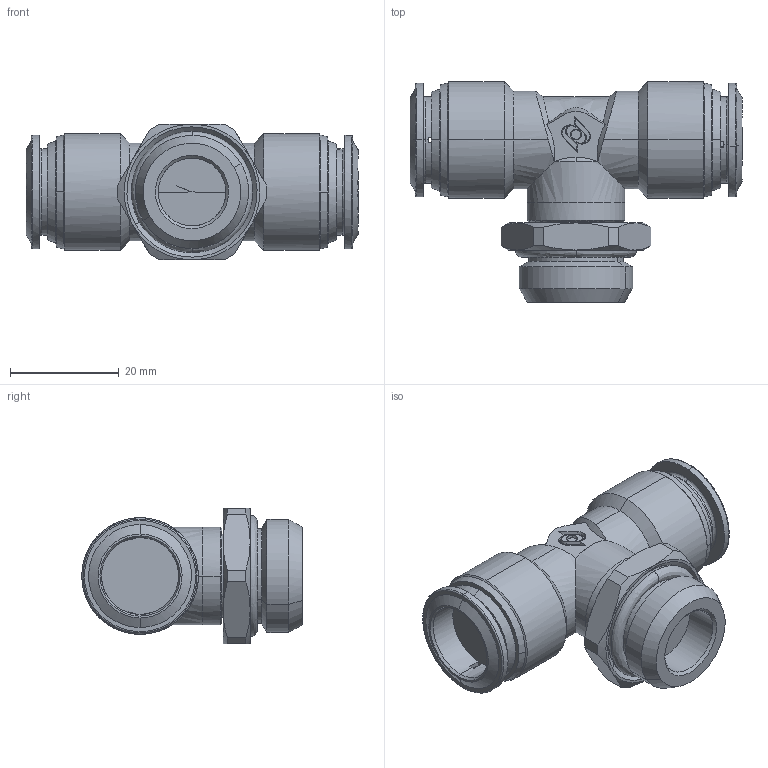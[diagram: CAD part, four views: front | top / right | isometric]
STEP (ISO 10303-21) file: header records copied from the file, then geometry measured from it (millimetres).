
FILE_DESCRIPTION (( 'STEP AP214' ), '1' );
FILE_NAME ('PT14-G04_ME.STEP', '2018-09-06T13:46:33', ( '' ), ( '' ), 'SwSTEP 2.0', 'SolidWorks 2018', '' );
FILE_SCHEMA (( 'AUTOMOTIVE_DESIGN' ));
Length unit declared in the file: millimetre
Products named in the file (1): PT14-G04_ME
Bounding box: 61.2 x 40.65 x 25 mm (x, y, z)
Volume: 23049 mm3; surface area: 9098.8 mm2
Topology: 3 solids, 3 shells, 209 faces, 529 edges, 338 vertices
Faces by surface type: bspline 209
Entity records: 10539 total; most frequent: CARTESIAN_POINT 7385, ORIENTED_EDGE 1050, EDGE_CURVE 525, B_SPLINE_CURVE_WITH_KNOTS 386, VERTEX_POINT 338, EDGE_LOOP 235, FACE_OUTER_BOUND 209, ADVANCED_FACE 209
